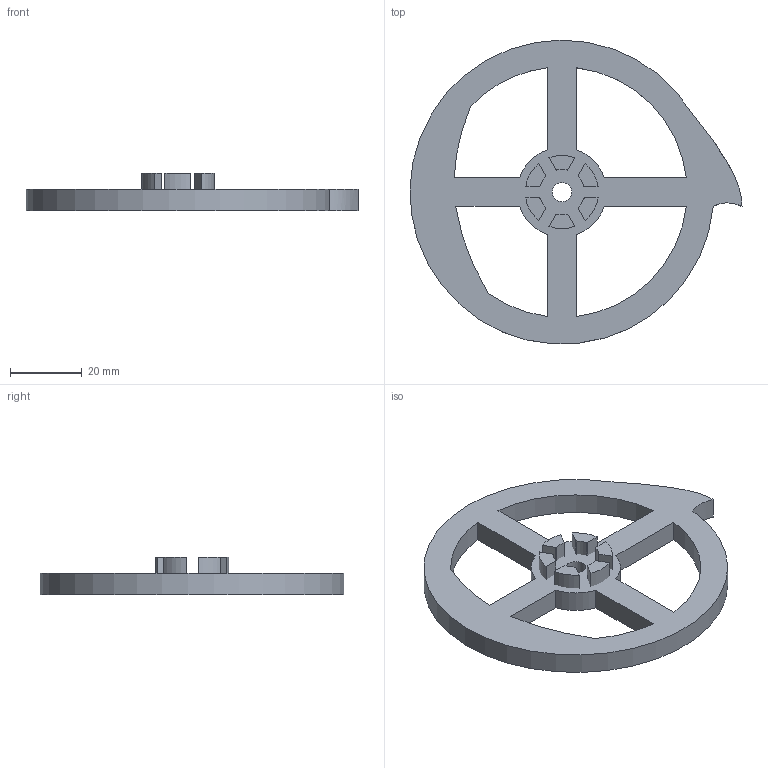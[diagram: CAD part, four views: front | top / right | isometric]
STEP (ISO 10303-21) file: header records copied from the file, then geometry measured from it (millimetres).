
FILE_DESCRIPTION(/* description */ (''),/* implementation_level */ '2;1');
FILE_NAME(/* name */ 'Single Tooth Circle v5.step',/* time_stamp */ '2022-09-15T10:19:52-06:00',/* author */ (''),/* organization */ (''),/* preprocessor_version */ 'ST-DEVELOPER v19',/* originating_system */ 'Autodesk Translation Framework v11.7.0.108',/* authorisation */ '');
FILE_SCHEMA (('AUTOMOTIVE_DESIGN { 1 0 10303 214 3 1 1 }'));
Length unit declared in the file: millimetre
Products named in the file (1): Single Tooth Circle
Bounding box: 92.83 x 84.92 x 10.5 mm (x, y, z)
Volume: 20613.4 mm3; surface area: 11835.6 mm2
Topology: 7 solids, 7 shells, 72 faces, 174 edges, 116 vertices
Faces by surface type: plane 34, cylinder 22, bspline 16
Full cylindrical faces by diameter (mm): 5.4 x1
Entity records: 2889 total; most frequent: CARTESIAN_POINT 1227, ORIENTED_EDGE 348, DIRECTION 300, EDGE_CURVE 174, VERTEX_POINT 116, AXIS2_PLACEMENT_3D 101, LINE 98, VECTOR 98
